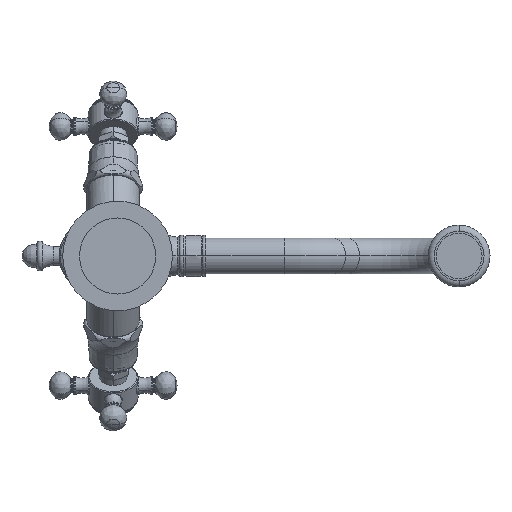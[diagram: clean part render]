
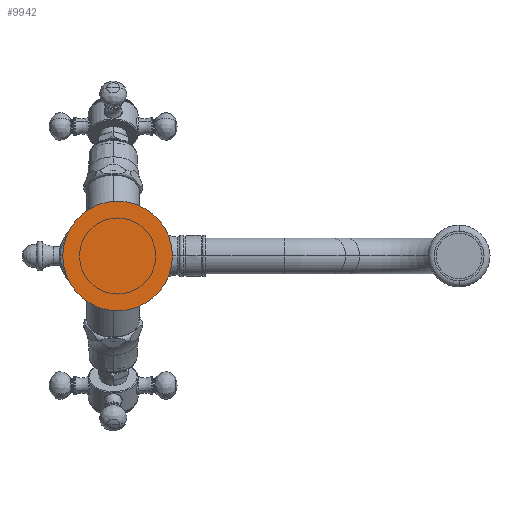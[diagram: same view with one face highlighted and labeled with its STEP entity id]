
A CAD part, front view. The second image highlights one B-rep face of the part: STEP entity #9942.
In plain terms, the highlighted planar face has unit normal (0, -1, 0).
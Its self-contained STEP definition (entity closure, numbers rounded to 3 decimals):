
#3060=CARTESIAN_POINT('',(0.,-5.,0.));
#3061=DIRECTION('',(0.,1.,0.));
#3062=DIRECTION('',(1.,0.,0.));
#3063=AXIS2_PLACEMENT_3D('',#3060,#3061,#3062);
#3074=CARTESIAN_POINT('',(0.,-5.,0.));
#3075=DIRECTION('',(0.,-1.,0.));
#3076=DIRECTION('',(1.,0.,0.));
#3077=AXIS2_PLACEMENT_3D('',#3074,#3075,#3076);
#6511=CARTESIAN_POINT('',(27.5,-5.,0.));
#6512=CARTESIAN_POINT('',(-27.5,-5.,0.));
#6513=VERTEX_POINT('',#6511);
#6514=VERTEX_POINT('',#6512);
#9933=CARTESIAN_POINT('',(0.,-5.,0.));
#9934=DIRECTION('',(0.,-1.,0.));
#9935=DIRECTION('',(-1.,0.,0.));
#9936=AXIS2_PLACEMENT_3D('',#9933,#9934,#9935);
#9937=PLANE('',#9936);
#9938=ORIENTED_EDGE('',*,*,#9920,.F.);
#9939=ORIENTED_EDGE('',*,*,#9899,.T.);
#9940=EDGE_LOOP('',(#9938,#9939));
#9941=FACE_OUTER_BOUND('',#9940,.F.);
#9942=ADVANCED_FACE('',(#9941),#9937,.T.);
#3064=CIRCLE('',#3063,27.5);
#3078=CIRCLE('',#3077,27.5);
#9899=EDGE_CURVE('',#6513,#6514,#3064,.T.);
#9920=EDGE_CURVE('',#6513,#6514,#3078,.T.);
